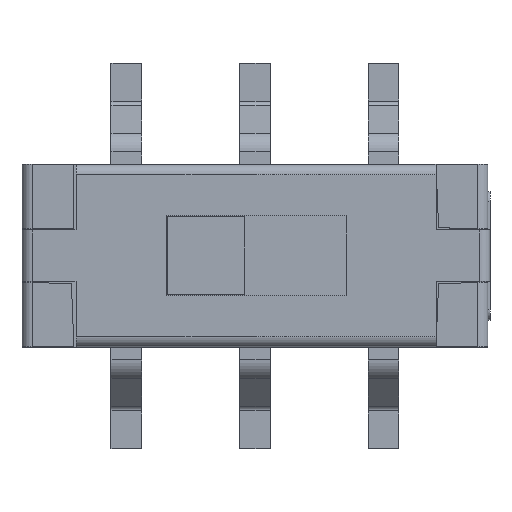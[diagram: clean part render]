
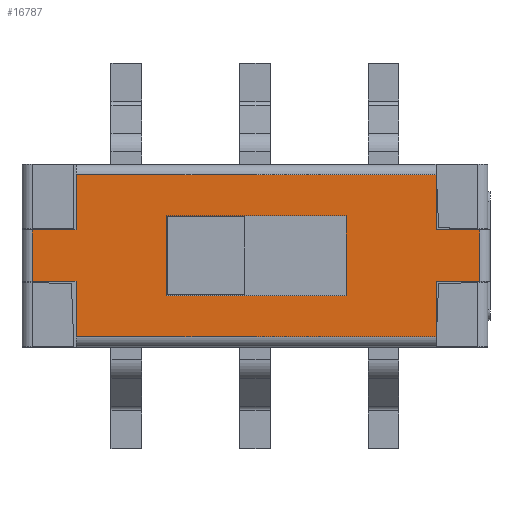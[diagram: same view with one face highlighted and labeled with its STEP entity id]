
A CAD part, top view. The second image highlights one B-rep face of the part: STEP entity #16787.
In plain terms, the highlighted face is planar.
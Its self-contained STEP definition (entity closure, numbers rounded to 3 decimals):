
#533 = VECTOR ( 'NONE', #15731, 1000. ) ;
#660 = DIRECTION ( 'NONE',  ( -1., 0., 0. ) ) ;
#712 = LINE ( 'NONE', #9428, #19687 ) ;
#997 = DIRECTION ( 'NONE',  ( -1., 0., 0. ) ) ;
#1132 = LINE ( 'NONE', #29061, #24753 ) ;
#1393 = DIRECTION ( 'NONE',  ( 1., 0., 0. ) ) ;
#1806 = LINE ( 'NONE', #11657, #29639 ) ;
#2867 = LINE ( 'NONE', #6181, #533 ) ;
#2984 = CARTESIAN_POINT ( 'NONE',  ( -0.5, 3.2, -3.5 ) ) ;
#3089 = EDGE_CURVE ( 'NONE', #7762, #27682, #1132, .T. ) ;
#3138 = LINE ( 'NONE', #16068, #18221 ) ;
#3305 = CARTESIAN_POINT ( 'NONE',  ( -0.775, 3.2, -1.75 ) ) ;
#3523 = VERTEX_POINT ( 'NONE', #20083 ) ;
#3693 = VECTOR ( 'NONE', #1393, 1000. ) ;
#3739 = CARTESIAN_POINT ( 'NONE',  ( 0.5, 3.2, -3.5 ) ) ;
#3774 = LINE ( 'NONE', #27660, #29271 ) ;
#3831 = LINE ( 'NONE', #27132, #8079 ) ;
#3860 = CARTESIAN_POINT ( 'NONE',  ( -0.5, 3.2, -4.35 ) ) ;
#4151 = EDGE_CURVE ( 'NONE', #21864, #15962, #3831, .T. ) ;
#4256 = DIRECTION ( 'NONE',  ( 1., 0., 0. ) ) ;
#4403 = ORIENTED_EDGE ( 'NONE', *, *, #28946, .F. ) ;
#4783 = EDGE_CURVE ( 'NONE', #19877, #10789, #3774, .T. ) ;
#5382 = ORIENTED_EDGE ( 'NONE', *, *, #23188, .F. ) ;
#5553 = AXIS2_PLACEMENT_3D ( 'NONE', #26061, #8928, #4256 ) ;
#6103 = DIRECTION ( 'NONE',  ( 1., 0., 0. ) ) ;
#6181 = CARTESIAN_POINT ( 'NONE',  ( 1.575, 3.2, 3.5 ) ) ;
#6306 = LINE ( 'NONE', #11575, #31801 ) ;
#6337 = LINE ( 'NONE', #8341, #23768 ) ;
#6518 = CARTESIAN_POINT ( 'NONE',  ( 0.775, 3.2, -1.75 ) ) ;
#6713 = VERTEX_POINT ( 'NONE', #21440 ) ;
#7100 = CARTESIAN_POINT ( 'NONE',  ( 0.5, 3.2, 4.35 ) ) ;
#7507 = LINE ( 'NONE', #9462, #8679 ) ;
#7762 = VERTEX_POINT ( 'NONE', #3305 ) ;
#8079 = VECTOR ( 'NONE', #16822, 1000. ) ;
#8341 = CARTESIAN_POINT ( 'NONE',  ( -0.775, 3.2, 1.75 ) ) ;
#8531 = CARTESIAN_POINT ( 'NONE',  ( -0.5, 3.2, 3.5 ) ) ;
#8679 = VECTOR ( 'NONE', #21886, 1000. ) ;
#8928 = DIRECTION ( 'NONE',  ( 0., 1., 0. ) ) ;
#9119 = LINE ( 'NONE', #9274, #13346 ) ;
#9274 = CARTESIAN_POINT ( 'NONE',  ( 0.775, 3.2, 1.75 ) ) ;
#9340 = ORIENTED_EDGE ( 'NONE', *, *, #3089, .F. ) ;
#9384 = ORIENTED_EDGE ( 'NONE', *, *, #24722, .T. ) ;
#9428 = CARTESIAN_POINT ( 'NONE',  ( 0.5, 3.2, -4.35 ) ) ;
#9462 = CARTESIAN_POINT ( 'NONE',  ( -1.575, 3.2, 3.5 ) ) ;
#9992 = EDGE_CURVE ( 'NONE', #10533, #7762, #1806, .T. ) ;
#10463 = EDGE_CURVE ( 'NONE', #14639, #14120, #19148, .T. ) ;
#10490 = EDGE_CURVE ( 'NONE', #3523, #10533, #9119, .T. ) ;
#10533 = VERTEX_POINT ( 'NONE', #6518 ) ;
#10789 = VERTEX_POINT ( 'NONE', #20698 ) ;
#11048 = ORIENTED_EDGE ( 'NONE', *, *, #20244, .F. ) ;
#11575 = CARTESIAN_POINT ( 'NONE',  ( -1.575, 3.2, 3.5 ) ) ;
#11624 = FACE_OUTER_BOUND ( 'NONE', #19288, .T. ) ;
#11657 = CARTESIAN_POINT ( 'NONE',  ( 0.775, 3.2, -1.75 ) ) ;
#12669 = CARTESIAN_POINT ( 'NONE',  ( 1.575, 3.2, 3.5 ) ) ;
#13304 = ORIENTED_EDGE ( 'NONE', *, *, #4151, .F. ) ;
#13346 = VECTOR ( 'NONE', #19078, 1000. ) ;
#14120 = VERTEX_POINT ( 'NONE', #2984 ) ;
#14281 = CARTESIAN_POINT ( 'NONE',  ( -0.5, 3.2, -4.35 ) ) ;
#14601 = EDGE_CURVE ( 'NONE', #22724, #6713, #6306, .T. ) ;
#14639 = VERTEX_POINT ( 'NONE', #14281 ) ;
#14679 = CARTESIAN_POINT ( 'NONE',  ( 1.575, 3.2, -3.5 ) ) ;
#14700 = LINE ( 'NONE', #3860, #24365 ) ;
#15480 = FACE_BOUND ( 'NONE', #23066, .T. ) ;
#15731 = DIRECTION ( 'NONE',  ( 0., 0., -1. ) ) ;
#15916 = ORIENTED_EDGE ( 'NONE', *, *, #18824, .T. ) ;
#15962 = VERTEX_POINT ( 'NONE', #8531 ) ;
#16068 = CARTESIAN_POINT ( 'NONE',  ( 1.575, 3.2, -3.5 ) ) ;
#16373 = CARTESIAN_POINT ( 'NONE',  ( 0.5, 3.2, 4.35 ) ) ;
#16787 = ADVANCED_FACE ( 'NONE', ( #11624, #15480 ), #21463, .T. ) ;
#16822 = DIRECTION ( 'NONE',  ( 0., 0., -1. ) ) ;
#17486 = VECTOR ( 'NONE', #660, 1000. ) ;
#18221 = VECTOR ( 'NONE', #997, 1000. ) ;
#18824 = EDGE_CURVE ( 'NONE', #21565, #25933, #3138, .T. ) ;
#19078 = DIRECTION ( 'NONE',  ( 0., 0., -1. ) ) ;
#19148 = LINE ( 'NONE', #25866, #28374 ) ;
#19288 = EDGE_LOOP ( 'NONE', ( #22669, #13304, #4403, #31018, #11048, #9384, #15916, #31632, #5382, #22190, #22355, #31220 ) ) ;
#19311 = VECTOR ( 'NONE', #31085, 1000. ) ;
#19687 = VECTOR ( 'NONE', #26868, 1000. ) ;
#19877 = VERTEX_POINT ( 'NONE', #7100 ) ;
#20083 = CARTESIAN_POINT ( 'NONE',  ( 0.775, 3.2, 1.75 ) ) ;
#20244 = EDGE_CURVE ( 'NONE', #31609, #10789, #24843, .T. ) ;
#20698 = CARTESIAN_POINT ( 'NONE',  ( 0.5, 3.2, 3.5 ) ) ;
#21051 = EDGE_CURVE ( 'NONE', #32021, #25933, #712, .T. ) ;
#21080 = ORIENTED_EDGE ( 'NONE', *, *, #10490, .F. ) ;
#21212 = CARTESIAN_POINT ( 'NONE',  ( -1.575, 3.2, -3.5 ) ) ;
#21440 = CARTESIAN_POINT ( 'NONE',  ( -1.575, 3.2, -3.5 ) ) ;
#21452 = CARTESIAN_POINT ( 'NONE',  ( -0.775, 3.2, 1.75 ) ) ;
#21463 = PLANE ( 'NONE',  #5553 ) ;
#21565 = VERTEX_POINT ( 'NONE', #14679 ) ;
#21733 = DIRECTION ( 'NONE',  ( -1., 0., 0. ) ) ;
#21864 = VERTEX_POINT ( 'NONE', #23174 ) ;
#21886 = DIRECTION ( 'NONE',  ( 1., 0., 0. ) ) ;
#22190 = ORIENTED_EDGE ( 'NONE', *, *, #10463, .T. ) ;
#22355 = ORIENTED_EDGE ( 'NONE', *, *, #24318, .F. ) ;
#22669 = ORIENTED_EDGE ( 'NONE', *, *, #30076, .T. ) ;
#22724 = VERTEX_POINT ( 'NONE', #29208 ) ;
#22766 = LINE ( 'NONE', #16373, #19311 ) ;
#23066 = EDGE_LOOP ( 'NONE', ( #23605, #21080, #30239, #9340 ) ) ;
#23174 = CARTESIAN_POINT ( 'NONE',  ( -0.5, 3.2, 4.35 ) ) ;
#23188 = EDGE_CURVE ( 'NONE', #14639, #32021, #14700, .T. ) ;
#23605 = ORIENTED_EDGE ( 'NONE', *, *, #9992, .F. ) ;
#23674 = CARTESIAN_POINT ( 'NONE',  ( 0.5, 3.2, -4.35 ) ) ;
#23768 = VECTOR ( 'NONE', #27646, 1000. ) ;
#24318 = EDGE_CURVE ( 'NONE', #6713, #14120, #31496, .T. ) ;
#24365 = VECTOR ( 'NONE', #6103, 1000. ) ;
#24722 = EDGE_CURVE ( 'NONE', #31609, #21565, #2867, .T. ) ;
#24753 = VECTOR ( 'NONE', #28846, 1000. ) ;
#24843 = LINE ( 'NONE', #30341, #17486 ) ;
#25211 = EDGE_CURVE ( 'NONE', #27682, #3523, #6337, .T. ) ;
#25866 = CARTESIAN_POINT ( 'NONE',  ( -0.5, 3.2, -4.35 ) ) ;
#25933 = VERTEX_POINT ( 'NONE', #3739 ) ;
#26061 = CARTESIAN_POINT ( 'NONE',  ( 1.775, 3.2, -4.55 ) ) ;
#26672 = DIRECTION ( 'NONE',  ( 0., 0., -1. ) ) ;
#26868 = DIRECTION ( 'NONE',  ( 0., 0., 1. ) ) ;
#27132 = CARTESIAN_POINT ( 'NONE',  ( -0.5, 3.2, 4.35 ) ) ;
#27646 = DIRECTION ( 'NONE',  ( 1., 0., 0. ) ) ;
#27660 = CARTESIAN_POINT ( 'NONE',  ( 0.5, 3.2, 4.35 ) ) ;
#27682 = VERTEX_POINT ( 'NONE', #21452 ) ;
#28374 = VECTOR ( 'NONE', #28563, 1000. ) ;
#28563 = DIRECTION ( 'NONE',  ( 0., 0., 1. ) ) ;
#28846 = DIRECTION ( 'NONE',  ( 0., 0., 1. ) ) ;
#28946 = EDGE_CURVE ( 'NONE', #19877, #21864, #22766, .T. ) ;
#29061 = CARTESIAN_POINT ( 'NONE',  ( -0.775, 3.2, -1.75 ) ) ;
#29208 = CARTESIAN_POINT ( 'NONE',  ( -1.575, 3.2, 3.5 ) ) ;
#29271 = VECTOR ( 'NONE', #30552, 1000. ) ;
#29639 = VECTOR ( 'NONE', #21733, 1000. ) ;
#30076 = EDGE_CURVE ( 'NONE', #22724, #15962, #7507, .T. ) ;
#30239 = ORIENTED_EDGE ( 'NONE', *, *, #25211, .F. ) ;
#30341 = CARTESIAN_POINT ( 'NONE',  ( 1.575, 3.2, 3.5 ) ) ;
#30552 = DIRECTION ( 'NONE',  ( 0., 0., -1. ) ) ;
#31018 = ORIENTED_EDGE ( 'NONE', *, *, #4783, .T. ) ;
#31085 = DIRECTION ( 'NONE',  ( -1., 0., 0. ) ) ;
#31220 = ORIENTED_EDGE ( 'NONE', *, *, #14601, .F. ) ;
#31496 = LINE ( 'NONE', #21212, #3693 ) ;
#31609 = VERTEX_POINT ( 'NONE', #12669 ) ;
#31632 = ORIENTED_EDGE ( 'NONE', *, *, #21051, .F. ) ;
#31801 = VECTOR ( 'NONE', #26672, 1000. ) ;
#32021 = VERTEX_POINT ( 'NONE', #23674 ) ;
